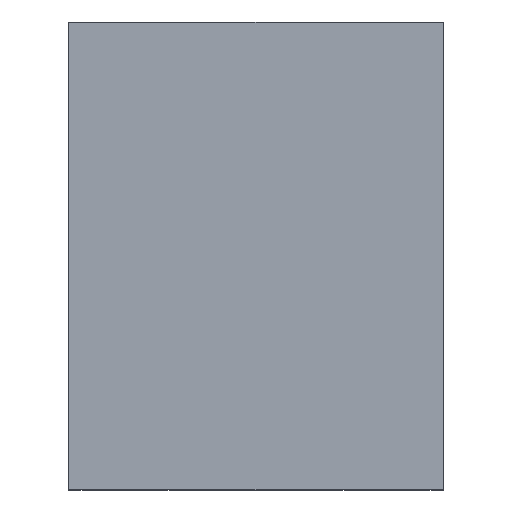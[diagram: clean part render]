
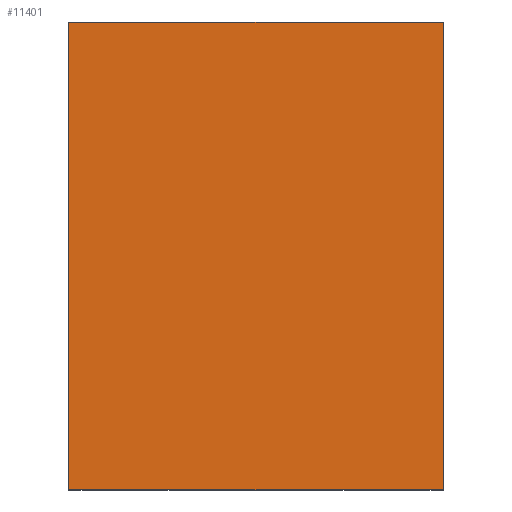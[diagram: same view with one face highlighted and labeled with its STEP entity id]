
A CAD part, top view. The second image highlights one B-rep face of the part: STEP entity #11401.
In plain terms, the highlighted face is planar.
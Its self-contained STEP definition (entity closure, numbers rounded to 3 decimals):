
#8275=DIRECTION('',(0.,0.,1.));
#8276=VECTOR('',#8275,5.);
#8277=CARTESIAN_POINT('',(-2.,0.875,-2.5));
#8278=LINE('',#8277,#8276);
#8282=DIRECTION('',(-1.,0.,0.));
#8283=VECTOR('',#8282,4.);
#8284=CARTESIAN_POINT('',(2.,0.875,-2.5));
#8285=LINE('',#8284,#8283);
#8289=DIRECTION('',(0.,0.,-1.));
#8290=VECTOR('',#8289,5.);
#8291=CARTESIAN_POINT('',(2.,0.875,2.5));
#8292=LINE('',#8291,#8290);
#8296=DIRECTION('',(1.,0.,0.));
#8297=VECTOR('',#8296,4.);
#8298=CARTESIAN_POINT('',(-2.,0.875,2.5));
#8299=LINE('',#8298,#8297);
#9684=CARTESIAN_POINT('',(-2.,0.875,-2.5));
#9685=CARTESIAN_POINT('',(-2.,0.875,2.5));
#9686=VERTEX_POINT('',#9684);
#9687=VERTEX_POINT('',#9685);
#9688=CARTESIAN_POINT('',(2.,0.875,2.5));
#9689=VERTEX_POINT('',#9688);
#9690=CARTESIAN_POINT('',(2.,0.875,-2.5));
#9691=VERTEX_POINT('',#9690);
#11390=CARTESIAN_POINT('',(0.,0.875,0.));
#11391=DIRECTION('',(0.,1.,0.));
#11392=DIRECTION('',(1.,0.,0.));
#11393=AXIS2_PLACEMENT_3D('',#11390,#11391,#11392);
#11394=PLANE('',#11393);
#11395=ORIENTED_EDGE('',*,*,#11189,.F.);
#11396=ORIENTED_EDGE('',*,*,#11252,.F.);
#11397=ORIENTED_EDGE('',*,*,#11301,.F.);
#11398=ORIENTED_EDGE('',*,*,#11363,.F.);
#11399=EDGE_LOOP('',(#11395,#11396,#11397,#11398));
#11400=FACE_OUTER_BOUND('',#11399,.F.);
#11189=EDGE_CURVE('',#9686,#9687,#8278,.T.);
#11252=EDGE_CURVE('',#9691,#9686,#8285,.T.);
#11301=EDGE_CURVE('',#9689,#9691,#8292,.T.);
#11363=EDGE_CURVE('',#9687,#9689,#8299,.T.);
#11401=ADVANCED_FACE('',(#11400),#11394,.T.);
